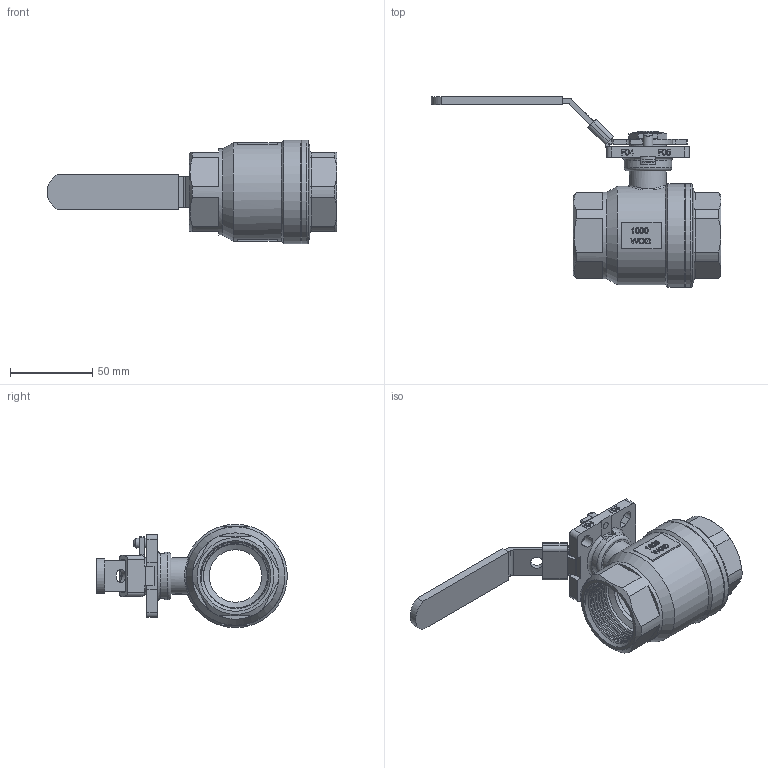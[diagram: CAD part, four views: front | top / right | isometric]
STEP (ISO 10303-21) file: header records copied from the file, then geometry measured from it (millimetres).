
FILE_DESCRIPTION(/* description */ ('Unknown'),/* implementation_level */ '2;1');
FILE_NAME(/* name */ '9652-07',/* time_stamp */ '2022-04-28T08:55:12+02:00',/* author */ ('Unknown'),/* organization */ ('Unknown'),/* preprocessor_version */ 'ST-DEVELOPER v16.7',/* originating_system */ 'Solid Edge',/* authorisation */ 'Unknown');
FILE_SCHEMA (('AUTOMOTIVE_DESIGN {1 0 10303 214 3 1 1}'));
Length unit declared in the file: millimetre
Products named in the file (16): 9652-07; PDす菜1; FS三片式球阀防松片.; 概裝蚾饜极; Z三片式球阀阀杆.; 0 0型圈._GB-T 3452.1 13.2x2.65-A; DW三片式球阀定位销; 忒梟蚾饜极; 忒梟杶; S三片球阀手柄.; SK三片式球阀卡子; M-DN32; T-000媼え宒⑩概概极; FGM三片式球阀阀杆螺母._GB_FASTENER_NUT_STNABTT M14X1.5-N; G(J)-DN32; DD一片式球阀蝶型垫圈
Assembly tree (16 placements, depth 3):
  9652-07
    PDす菜1
    FS三片式球阀防松片.
    概裝蚾饜极
      Z三片式球阀阀杆.
      0 0型圈._GB-T 3452.1 13.2x2.65-A
    DW三片式球阀定位销
    忒梟蚾饜极
      忒梟杶
      S三片球阀手柄.
      SK三片式球阀卡子
    M-DN32
    T-000媼え宒⑩概概极
    FGM三片式球阀阀杆螺母._GB_FASTENER_NUT_STNABTT M14X1.5-N  x2
    G(J)-DN32
    DD一片式球阀蝶型垫圈
Bounding box: 176.36 x 116 x 63 mm (x, y, z)
Volume: 128337.8 mm3; surface area: 74980.2 mm2
Topology: 14 solids, 14 shells, 671 faces, 1742 edges, 1142 vertices
Faces by surface type: plane 363, bspline 124, cylinder 116, cone 56, torus 12
Full cylindrical faces by diameter (mm): 4.2 x1, 5 x1, 6 x1, 8 x1, 11 x1, 12.376 x8, 13.8 x1, 14 x2, 14.1 x1, 14.3 x1, 14.4 x1, 16.5 x1, 16.7 x1, 17.5 x1, 21.5 x1, 22 x1, 22.5 x1, 27 x1, 29 x1, 32 x2, 37.462 x1, 38.952 x7, 46 x2, 49 x1, 52 x1, 52.5 x1, 54.3 x1, 54.5 x2, 58.3 x1, 58.5 x1
Entity records: 31814 total; most frequent: CARTESIAN_POINT 16768, ORIENTED_EDGE 3182, DIRECTION 2600, EDGE_CURVE 1591, VERTEX_POINT 1094, LINE 926, VECTOR 926, AXIS2_PLACEMENT_3D 837
